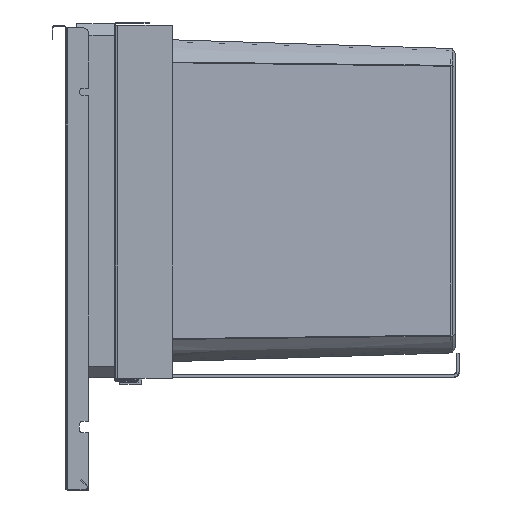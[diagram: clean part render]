
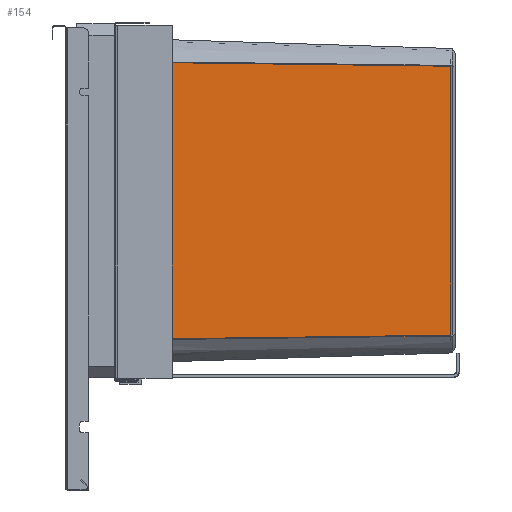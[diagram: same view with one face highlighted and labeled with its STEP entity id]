
A CAD part, left-side view. The second image highlights one B-rep face of the part: STEP entity #154.
In plain terms, the highlighted planar face has unit normal (-1, -0.031, 0).
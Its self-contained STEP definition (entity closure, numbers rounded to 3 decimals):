
#154=ADVANCED_FACE('7140',(#788),#789,.T.);
#788=FACE_OUTER_BOUND('',#2112,.T.);
#789=PLANE('',#2113);
#2112=EDGE_LOOP('',(#3862,#3863,#3864,#3865));
#2113=AXIS2_PLACEMENT_3D('',#3866,#3867,#3868);
#3862=ORIENTED_EDGE('',*,*,#8684,.T.);
#3863=ORIENTED_EDGE('',*,*,#8685,.F.);
#3864=ORIENTED_EDGE('',*,*,#8686,.F.);
#3865=ORIENTED_EDGE('',*,*,#8669,.F.);
#3866=CARTESIAN_POINT('',(-230.499,-130.469,-153.5));
#3867=DIRECTION('',(-1.,-0.031,-0.0));
#3868=DIRECTION('',(0.0,0.0,-1.0));
#8669=EDGE_CURVE('38546',#10225,#10227,#10228,.T.);
#8684=EDGE_CURVE('38573',#10225,#10246,#10248,.T.);
#8685=EDGE_CURVE('7274',#10197,#10246,#10249,.T.);
#8686=EDGE_CURVE('38574',#10227,#10197,#10250,.T.);
#10197=VERTEX_POINT('',#12672);
#10225=VERTEX_POINT('',#12735);
#10227=VERTEX_POINT('',#12747);
#10228=LINE('',#12748,#12749);
#10246=VERTEX_POINT('',#12811);
#10248=B_SPLINE_CURVE_WITH_KNOTS('',3,(#12813,#12814,#12815,#12816,#12817,#12818),.UNSPECIFIED.,.F.,.F.,(4,1,1,4),(0.0,0.333,0.667,1.),.UNSPECIFIED.);
#10249=LINE('',#12819,#12820);
#10250=B_SPLINE_CURVE_WITH_KNOTS('',3,(#12821,#12822,#12823,#12824,#12825,#12826),.UNSPECIFIED.,.F.,.F.,(4,1,1,4),(0.0,0.333,0.667,1.0),.UNSPECIFIED.);
#12672=CARTESIAN_POINT('',(-225.516,-290.329,-37.282));
#12735=CARTESIAN_POINT('',(-234.566,0.0,-273.258));
#12747=CARTESIAN_POINT('',(-234.566,0.0,-33.743));
#12748=CARTESIAN_POINT('',(-234.566,0.0,-273.258));
#12749=VECTOR('',#16866,239.515);
#12811=CARTESIAN_POINT('',(-225.516,-290.328,-269.718));
#12813=CARTESIAN_POINT('',(-234.566,0.0,-273.258));
#12814=CARTESIAN_POINT('',(-233.51,-33.871,-272.842));
#12815=CARTESIAN_POINT('',(-231.432,-100.538,-272.025));
#12816=CARTESIAN_POINT('',(-228.412,-197.409,-270.843));
#12817=CARTESIAN_POINT('',(-226.47,-259.723,-270.087));
#12818=CARTESIAN_POINT('',(-225.516,-290.328,-269.718));
#12819=CARTESIAN_POINT('',(-225.516,-290.329,-37.282));
#12820=VECTOR('',#16880,232.435);
#12821=CARTESIAN_POINT('',(-234.566,0.0,-33.743));
#12822=CARTESIAN_POINT('',(-233.51,-33.871,-34.159));
#12823=CARTESIAN_POINT('',(-231.432,-100.539,-34.976));
#12824=CARTESIAN_POINT('',(-228.412,-197.41,-36.157));
#12825=CARTESIAN_POINT('',(-226.47,-259.724,-36.913));
#12826=CARTESIAN_POINT('',(-225.516,-290.329,-37.282));
#16866=DIRECTION('',(0.0,0.0,1.0));
#16880=DIRECTION('',(0.,0.,-1.0));
